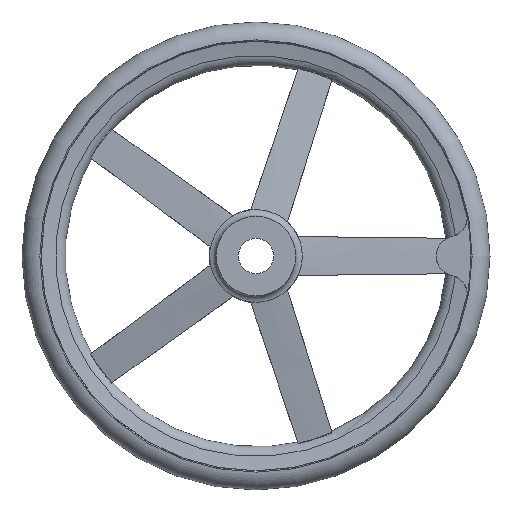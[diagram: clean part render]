
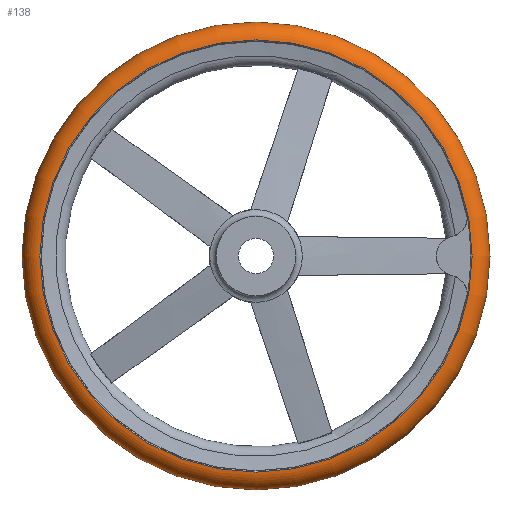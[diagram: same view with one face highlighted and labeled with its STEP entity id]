
A CAD part, front view. The second image highlights one B-rep face of the part: STEP entity #138.
In plain terms, the highlighted toroidal (fillet/blend) face has major radius 184 mm and minor radius 16 mm.
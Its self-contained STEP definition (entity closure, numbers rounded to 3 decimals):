
#138 = ADVANCED_FACE( '', ( #301, #302, #303 ), #304, .T. );
#301 = FACE_BOUND( '', #485, .T. );
#302 = FACE_OUTER_BOUND( '', #486, .T. );
#303 = FACE_OUTER_BOUND( '', #487, .T. );
#304 = TOROIDAL_SURFACE( '', #488, 184., 16. );
#485 = VERTEX_LOOP( '', #853 );
#486 = EDGE_LOOP( '', ( #854 ) );
#487 = EDGE_LOOP( '', ( #855 ) );
#488 = AXIS2_PLACEMENT_3D( '', #856, #857, #858 );
#853 = VERTEX_POINT( '', #1198 );
#854 = ORIENTED_EDGE( '', *, *, #1173, .T. );
#855 = ORIENTED_EDGE( '', *, *, #1199, .F. );
#856 = CARTESIAN_POINT( '', ( 0., 47., 0. ) );
#857 = DIRECTION( '', ( 0., -1., 0. ) );
#858 = DIRECTION( '', ( 0., 0., -1. ) );
#1173 = EDGE_CURVE( '', #1446, #1446, #1447, .T. );
#1198 = CARTESIAN_POINT( '', ( 0., 47., -200. ) );
#1199 = EDGE_CURVE( '', #1482, #1482, #1483, .T. );
#1446 = VERTEX_POINT( '', #2224 );
#1447 = CIRCLE( '', #2225, 184.667 );
#1482 = VERTEX_POINT( '', #2321 );
#1483 = CIRCLE( '', #2322, 184.667 );
#2224 = CARTESIAN_POINT( '', ( 0., 62.986, -184.667 ) );
#2225 = AXIS2_PLACEMENT_3D( '', #2624, #2625, #2626 );
#2321 = CARTESIAN_POINT( '', ( 0., 31.014, -184.667 ) );
#2322 = AXIS2_PLACEMENT_3D( '', #2658, #2659, #2660 );
#2624 = CARTESIAN_POINT( '', ( 0., 62.986, 0. ) );
#2625 = DIRECTION( '', ( 0., -1., 0. ) );
#2626 = DIRECTION( '', ( 0., 0., -1. ) );
#2658 = CARTESIAN_POINT( '', ( 0., 31.014, 0. ) );
#2659 = DIRECTION( '', ( 0., -1., 0. ) );
#2660 = DIRECTION( '', ( 0., 0., -1. ) );
